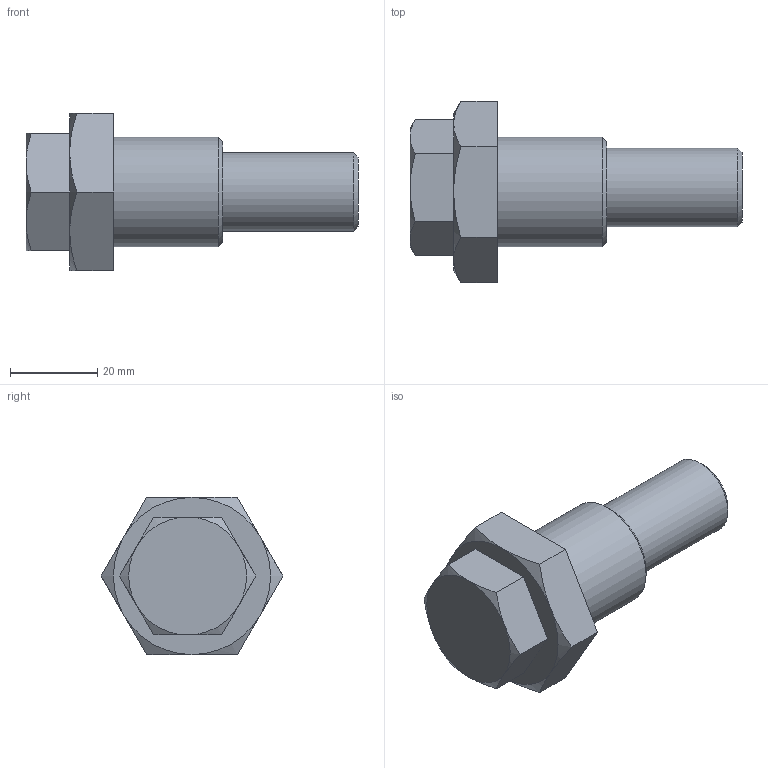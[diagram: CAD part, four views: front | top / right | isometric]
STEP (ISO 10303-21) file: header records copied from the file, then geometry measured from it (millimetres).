
FILE_DESCRIPTION(/* description */ (''),/* implementation_level */ '2;1');
FILE_NAME(/* name */ '802005.stp',/* time_stamp */ '2014-03-15T11:04:58+01:00',/* author */ ('jank'),/* organization */ ('Alutec K&K'),/* preprocessor_version */ 'ST-DEVELOPER v15.2',/* originating_system */ 'Autodesk Inventor 2014',/* authorisation */ '');
FILE_SCHEMA (('AUTOMOTIVE_DESIGN { 1 0 10303 214 3 1 1 }'));
Length unit declared in the file: millimetre
Products named in the file (1): 802005
Bounding box: 76 x 41.57 x 36 mm (x, y, z)
Volume: 37561 mm3; surface area: 12684.6 mm2
Topology: 2 solids, 2 shells, 36 faces, 75 edges, 45 vertices
Faces by surface type: plane 18, cone 14, cylinder 3, torus 1
Full cylindrical faces by diameter (mm): 18 x2, 25 x1
Entity records: 917 total; most frequent: CARTESIAN_POINT 199, DIRECTION 140, ORIENTED_EDGE 138, EDGE_CURVE 69, AXIS2_PLACEMENT_3D 58, EDGE_LOOP 46, VERTEX_POINT 45, FACE_OUTER_BOUND 36
